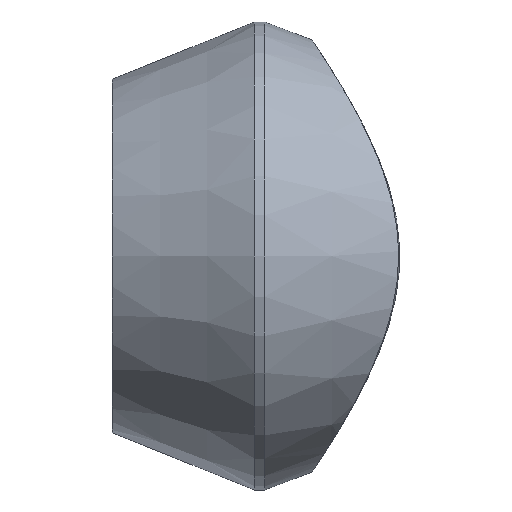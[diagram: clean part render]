
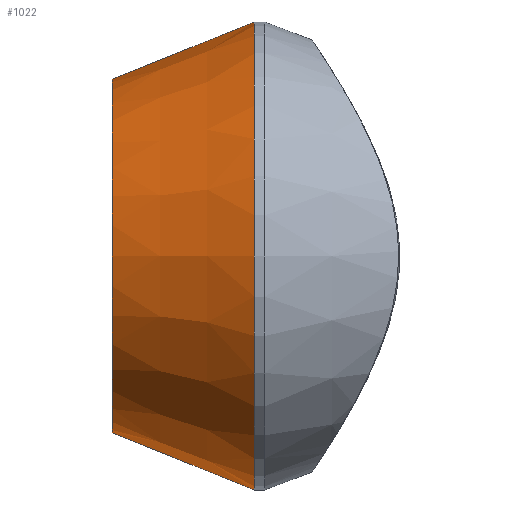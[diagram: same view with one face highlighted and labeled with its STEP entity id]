
A CAD part, left-side view. The second image highlights one B-rep face of the part: STEP entity #1022.
In plain terms, the highlighted conical face has half-angle 21.949 degrees and reference radius 33.286 mm.
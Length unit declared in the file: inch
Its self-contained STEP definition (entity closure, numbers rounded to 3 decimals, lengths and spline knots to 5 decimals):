
#15 = EDGE_CURVE ( 'NONE', #1130, #1124, #173, .T. ) ;
#22 = EDGE_LOOP ( 'NONE', ( #1173, #1046, #762, #981 ) ) ;
#25 = CARTESIAN_POINT ( 'NONE',  ( 0., 3.15, -1.31047 ) ) ;
#78 = VECTOR ( 'NONE', #1151, 39.37008 ) ;
#173 = CIRCLE ( 'NONE', #1068, 1.73438 ) ;
#295 = LINE ( 'NONE', #1407, #1042 ) ;
#404 = EDGE_CURVE ( 'NONE', #1289, #886, #736, .T. ) ;
#530 = DIRECTION ( 'NONE',  ( 0., -1., 0. ) ) ;
#599 = CARTESIAN_POINT ( 'NONE',  ( 0., 2.09812, 0. ) ) ;
#659 = CARTESIAN_POINT ( 'NONE',  ( 0., 3.15, -1.31047 ) ) ;
#689 = FACE_OUTER_BOUND ( 'NONE', #22, .T. ) ;
#736 = CIRCLE ( 'NONE', #1393, 1.31047 ) ;
#762 = ORIENTED_EDGE ( 'NONE', *, *, #1423, .T. ) ;
#797 = CARTESIAN_POINT ( 'NONE',  ( 0., 2.09812, -1.73438 ) ) ;
#886 = VERTEX_POINT ( 'NONE', #25 ) ;
#891 = DIRECTION ( 'NONE',  ( 0., 0., -1. ) ) ;
#981 = ORIENTED_EDGE ( 'NONE', *, *, #15, .F. ) ;
#1022 = ADVANCED_FACE ( 'NONE', ( #689 ), #1552, .T. ) ;
#1042 = VECTOR ( 'NONE', #1059, 39.37008 ) ;
#1046 = ORIENTED_EDGE ( 'NONE', *, *, #404, .T. ) ;
#1059 = DIRECTION ( 'NONE',  ( 0., -0.928, 0.374 ) ) ;
#1068 = AXIS2_PLACEMENT_3D ( 'NONE', #599, #1437, #1563 ) ;
#1077 = EDGE_CURVE ( 'NONE', #1289, #1130, #295, .T. ) ;
#1124 = VERTEX_POINT ( 'NONE', #797 ) ;
#1130 = VERTEX_POINT ( 'NONE', #1532 ) ;
#1133 = DIRECTION ( 'NONE',  ( 0., 0., -1. ) ) ;
#1151 = DIRECTION ( 'NONE',  ( 0., -0.928, -0.374 ) ) ;
#1173 = ORIENTED_EDGE ( 'NONE', *, *, #1077, .F. ) ;
#1289 = VERTEX_POINT ( 'NONE', #1472 ) ;
#1393 = AXIS2_PLACEMENT_3D ( 'NONE', #1473, #530, #891 ) ;
#1399 = DIRECTION ( 'NONE',  ( 0., -1., 0. ) ) ;
#1405 = LINE ( 'NONE', #659, #78 ) ;
#1407 = CARTESIAN_POINT ( 'NONE',  ( 0., 3.15, 1.31047 ) ) ;
#1414 = CARTESIAN_POINT ( 'NONE',  ( 0., 3.15, 0. ) ) ;
#1423 = EDGE_CURVE ( 'NONE', #886, #1124, #1405, .T. ) ;
#1428 = AXIS2_PLACEMENT_3D ( 'NONE', #1414, #1399, #1133 ) ;
#1437 = DIRECTION ( 'NONE',  ( 0., -1., 0. ) ) ;
#1472 = CARTESIAN_POINT ( 'NONE',  ( 0., 3.15, 1.31047 ) ) ;
#1473 = CARTESIAN_POINT ( 'NONE',  ( 0., 3.15, 0. ) ) ;
#1532 = CARTESIAN_POINT ( 'NONE',  ( 0., 2.09812, 1.73438 ) ) ;
#1552 = CONICAL_SURFACE ( 'NONE', #1428, 1.31047, 0.383 ) ;
#1563 = DIRECTION ( 'NONE',  ( 0., 0., -1. ) ) ;
